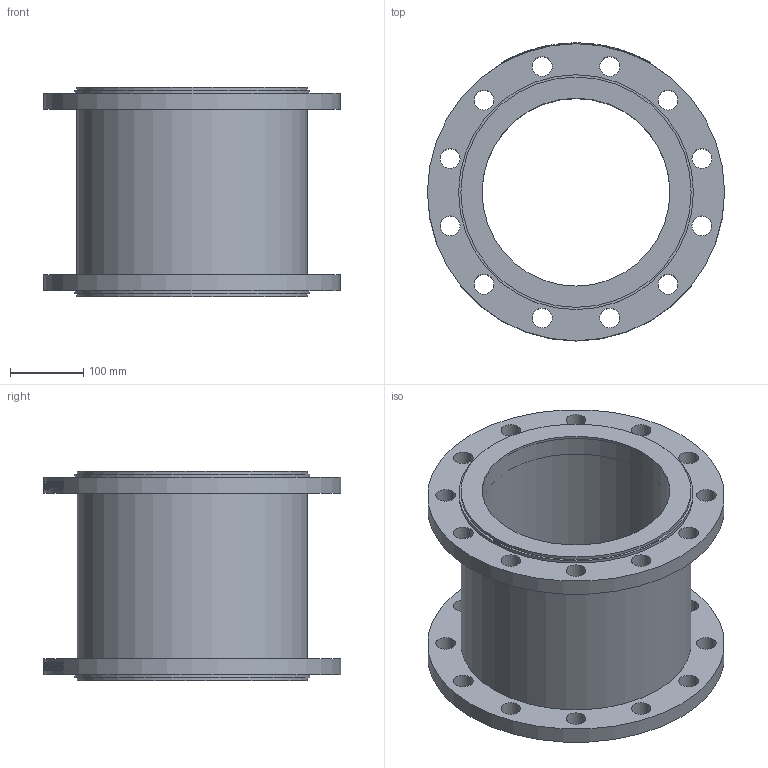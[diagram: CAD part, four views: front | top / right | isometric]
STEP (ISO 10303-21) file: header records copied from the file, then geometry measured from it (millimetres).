
FILE_DESCRIPTION(/* description */ ('1521250'),/* implementation_level */ '2;1');
FILE_NAME(/* name */ '1521250.stp',/* time_stamp */ '2017-01-24T13:52:25+01:00',/* author */ ('jmorand'),/* organization */ ('Sferaco'),/* preprocessor_version */ 'ST-DEVELOPER v16.5',/* originating_system */ 'Autodesk Inventor 2017',/* authorisation */ '');
FILE_SCHEMA (('AUTOMOTIVE_DESIGN { 1 0 10303 214 3 1 1 }'));
Length unit declared in the file: millimetre
Products named in the file (3): 1521250_ens; 1521250_soufflet; 1521250_bride
Assembly tree (3 placements, depth 2):
  1521250_ens
    1521250_soufflet
    1521250_bride  x2
Bounding box: 405 x 406 x 285 mm (x, y, z)
Volume: 9384088 mm3; surface area: 1085703.6 mm2
Topology: 3 solids, 3 shells, 940 faces, 2564 edges, 1710 vertices
Faces by surface type: bspline 474, plane 356, cylinder 110
Full cylindrical faces by diameter (mm): 27 x24, 256 x1, 258 x4, 314 x3, 320 x2, 405 x2
Entity records: 21025 total; most frequent: CARTESIAN_POINT 10350, ORIENTED_EDGE 2538, DIRECTION 1507, EDGE_CURVE 1269, VERTEX_POINT 860, LINE 581, VECTOR 581, EDGE_LOOP 567
